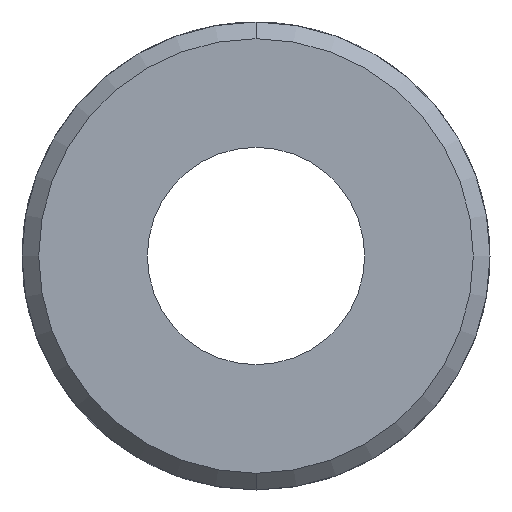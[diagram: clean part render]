
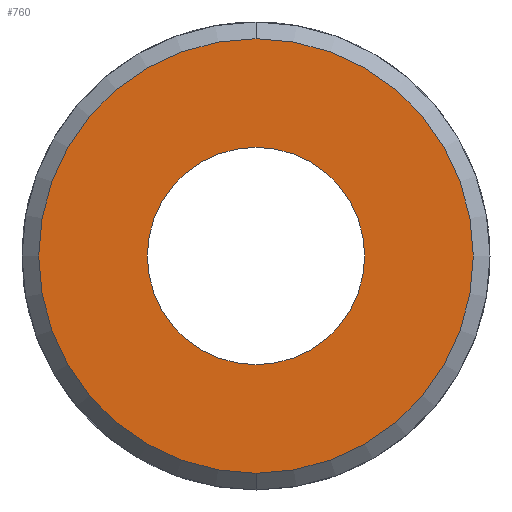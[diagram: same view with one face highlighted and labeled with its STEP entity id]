
A CAD part, front view. The second image highlights one B-rep face of the part: STEP entity #760.
In plain terms, the highlighted planar face has unit normal (0, -1, 0).
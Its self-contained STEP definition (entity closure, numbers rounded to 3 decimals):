
#11 = CARTESIAN_POINT ( 'NONE',  ( 0., 0., 19.5 ) ) ;
#20 = DIRECTION ( 'NONE',  ( 0., 0., 1. ) ) ;
#71 = DIRECTION ( 'NONE',  ( 0., 1., 0. ) ) ;
#237 = VERTEX_POINT ( 'NONE', #1659 ) ;
#261 = CARTESIAN_POINT ( 'NONE',  ( 0., 0., 0. ) ) ;
#325 = PLANE ( 'NONE',  #1629 ) ;
#349 = DIRECTION ( 'NONE',  ( 0., 0., 1. ) ) ;
#359 = EDGE_LOOP ( 'NONE', ( #579, #676 ) ) ;
#398 = CARTESIAN_POINT ( 'NONE',  ( 0., 0., 0. ) ) ;
#408 = DIRECTION ( 'NONE',  ( 0., 1., 0. ) ) ;
#441 = CARTESIAN_POINT ( 'NONE',  ( 0., 0., 0. ) ) ;
#457 = VERTEX_POINT ( 'NONE', #11 ) ;
#463 = FACE_OUTER_BOUND ( 'NONE', #1462, .T. ) ;
#521 = DIRECTION ( 'NONE',  ( 0., -1., 0. ) ) ;
#534 = VERTEX_POINT ( 'NONE', #584 ) ;
#542 = CIRCLE ( 'NONE', #1294, 9.75 ) ;
#551 = EDGE_CURVE ( 'NONE', #534, #457, #1627, .T. ) ;
#557 = ORIENTED_EDGE ( 'NONE', *, *, #954, .T. ) ;
#579 = ORIENTED_EDGE ( 'NONE', *, *, #1550, .T. ) ;
#584 = CARTESIAN_POINT ( 'NONE',  ( 0., 0., -19.5 ) ) ;
#608 = AXIS2_PLACEMENT_3D ( 'NONE', #398, #521, #1521 ) ;
#625 = CARTESIAN_POINT ( 'NONE',  ( 0., 0., 0. ) ) ;
#676 = ORIENTED_EDGE ( 'NONE', *, *, #1135, .T. ) ;
#744 = DIRECTION ( 'NONE',  ( 0., 0., 1. ) ) ;
#760 = ADVANCED_FACE ( 'NONE', ( #463, #1473 ), #325, .F. ) ;
#808 = AXIS2_PLACEMENT_3D ( 'NONE', #441, #1747, #20 ) ;
#869 = CIRCLE ( 'NONE', #1136, 9.75 ) ;
#954 = EDGE_CURVE ( 'NONE', #457, #534, #965, .T. ) ;
#965 = CIRCLE ( 'NONE', #608, 19.5 ) ;
#1045 = CARTESIAN_POINT ( 'NONE',  ( 0., 0., 0. ) ) ;
#1135 = EDGE_CURVE ( 'NONE', #237, #1431, #542, .T. ) ;
#1136 = AXIS2_PLACEMENT_3D ( 'NONE', #261, #408, #1366 ) ;
#1252 = CARTESIAN_POINT ( 'NONE',  ( 0., 0., 9.75 ) ) ;
#1294 = AXIS2_PLACEMENT_3D ( 'NONE', #1045, #1739, #349 ) ;
#1366 = DIRECTION ( 'NONE',  ( 0., 0., 1. ) ) ;
#1431 = VERTEX_POINT ( 'NONE', #1252 ) ;
#1462 = EDGE_LOOP ( 'NONE', ( #557, #1765 ) ) ;
#1473 = FACE_BOUND ( 'NONE', #359, .T. ) ;
#1521 = DIRECTION ( 'NONE',  ( 0., 0., 1. ) ) ;
#1550 = EDGE_CURVE ( 'NONE', #1431, #237, #869, .T. ) ;
#1627 = CIRCLE ( 'NONE', #808, 19.5 ) ;
#1629 = AXIS2_PLACEMENT_3D ( 'NONE', #625, #71, #744 ) ;
#1659 = CARTESIAN_POINT ( 'NONE',  ( 0., 0., -9.75 ) ) ;
#1739 = DIRECTION ( 'NONE',  ( 0., 1., 0. ) ) ;
#1747 = DIRECTION ( 'NONE',  ( 0., -1., 0. ) ) ;
#1765 = ORIENTED_EDGE ( 'NONE', *, *, #551, .T. ) ;
